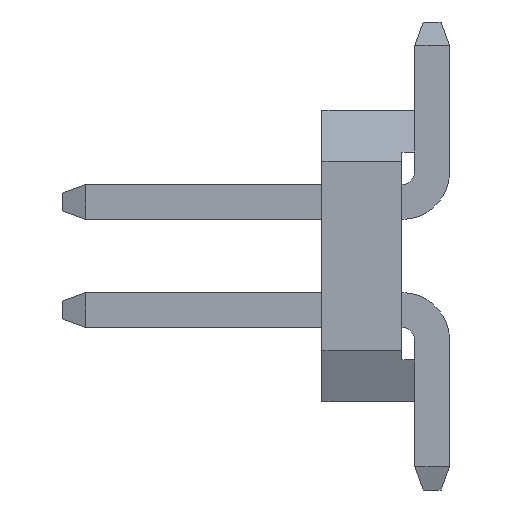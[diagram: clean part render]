
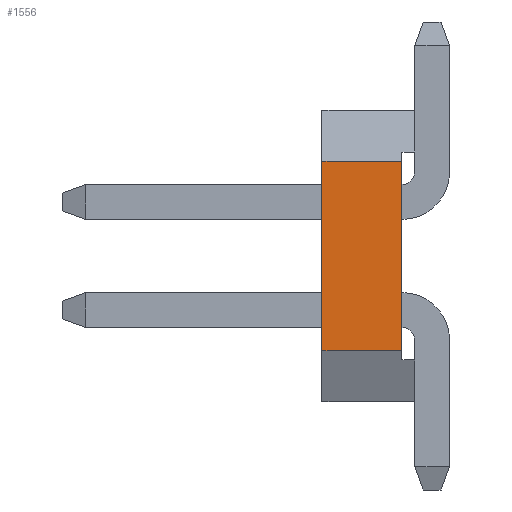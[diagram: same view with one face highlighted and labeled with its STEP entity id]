
A CAD part, left-side view. The second image highlights one B-rep face of the part: STEP entity #1556.
In plain terms, the highlighted planar face has unit normal (-1, 0, 0).
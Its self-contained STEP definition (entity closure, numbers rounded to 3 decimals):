
#204 = EDGE_LOOP ( 'NONE', ( #1671, #1126, #1661, #611 ) ) ;
#393 = CARTESIAN_POINT ( 'NONE',  ( -3.81, 1.5, 1.715 ) ) ;
#529 = VECTOR ( 'NONE', #4087, 1000. ) ;
#585 = VECTOR ( 'NONE', #2334, 1000. ) ;
#611 = ORIENTED_EDGE ( 'NONE', *, *, #914, .F. ) ;
#914 = EDGE_CURVE ( 'NONE', #2558, #2971, #2393, .T. ) ;
#1041 = LINE ( 'NONE', #2743, #585 ) ;
#1126 = ORIENTED_EDGE ( 'NONE', *, *, #3174, .F. ) ;
#1174 = CARTESIAN_POINT ( 'NONE',  ( -3.81, 1.5, 1.115 ) ) ;
#1249 = LINE ( 'NONE', #393, #3036 ) ;
#1311 = CARTESIAN_POINT ( 'NONE',  ( -3.81, 1.5, -1.115 ) ) ;
#1556 = ADVANCED_FACE ( 'NONE', ( #2287 ), #3985, .T. ) ;
#1661 = ORIENTED_EDGE ( 'NONE', *, *, #1735, .F. ) ;
#1671 = ORIENTED_EDGE ( 'NONE', *, *, #4003, .F. ) ;
#1735 = EDGE_CURVE ( 'NONE', #2971, #2510, #1249, .T. ) ;
#1869 = CARTESIAN_POINT ( 'NONE',  ( -3.81, -8.356, 1.715 ) ) ;
#2287 = FACE_OUTER_BOUND ( 'NONE', #204, .T. ) ;
#2334 = DIRECTION ( 'NONE',  ( 0., 0., -1. ) ) ;
#2393 = LINE ( 'NONE', #4953, #529 ) ;
#2433 = LINE ( 'NONE', #3268, #3251 ) ;
#2508 = AXIS2_PLACEMENT_3D ( 'NONE', #1869, #3576, #5272 ) ;
#2510 = VERTEX_POINT ( 'NONE', #1174 ) ;
#2558 = VERTEX_POINT ( 'NONE', #5061 ) ;
#2743 = CARTESIAN_POINT ( 'NONE',  ( -3.81, 0.56, 1.715 ) ) ;
#2823 = DIRECTION ( 'NONE',  ( 0., -1., 0. ) ) ;
#2971 = VERTEX_POINT ( 'NONE', #1311 ) ;
#3036 = VECTOR ( 'NONE', #3798, 1000. ) ;
#3174 = EDGE_CURVE ( 'NONE', #2510, #3991, #2433, .T. ) ;
#3195 = CARTESIAN_POINT ( 'NONE',  ( -3.81, 0.56, 1.115 ) ) ;
#3251 = VECTOR ( 'NONE', #2823, 1000. ) ;
#3268 = CARTESIAN_POINT ( 'NONE',  ( -3.81, -8.356, 1.115 ) ) ;
#3576 = DIRECTION ( 'NONE',  ( -1., 0., 0. ) ) ;
#3798 = DIRECTION ( 'NONE',  ( 0., 0., 1. ) ) ;
#3985 = PLANE ( 'NONE',  #2508 ) ;
#3991 = VERTEX_POINT ( 'NONE', #3195 ) ;
#4003 = EDGE_CURVE ( 'NONE', #3991, #2558, #1041, .T. ) ;
#4087 = DIRECTION ( 'NONE',  ( 0., 1., 0. ) ) ;
#4953 = CARTESIAN_POINT ( 'NONE',  ( -3.81, -8.356, -1.115 ) ) ;
#5061 = CARTESIAN_POINT ( 'NONE',  ( -3.81, 0.56, -1.115 ) ) ;
#5272 = DIRECTION ( 'NONE',  ( 0., 0., 1. ) ) ;
